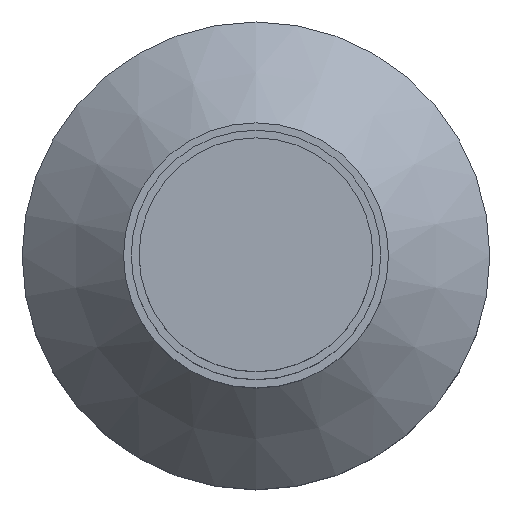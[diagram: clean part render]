
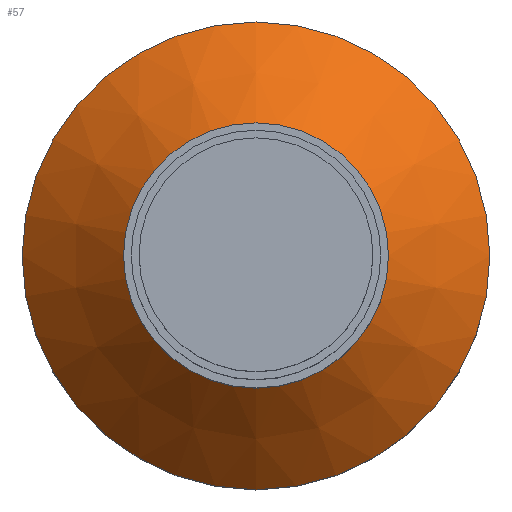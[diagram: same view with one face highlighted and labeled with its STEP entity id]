
A CAD part, top view. The second image highlights one B-rep face of the part: STEP entity #57.
In plain terms, the highlighted conical face has half-angle 45 degrees and reference radius 8.5 mm.
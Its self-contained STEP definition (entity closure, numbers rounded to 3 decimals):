
#44=CONICAL_SURFACE('',#229,8.5,45.);
#57=ADVANCED_FACE('',(#84,#85),#44,.T.);
#84=FACE_BOUND('',#114,.T.);
#85=FACE_BOUND('',#115,.T.);
#114=EDGE_LOOP('',(#146));
#115=EDGE_LOOP('',(#147));
#146=ORIENTED_EDGE('',*,*,#191,.F.);
#147=ORIENTED_EDGE('',*,*,#192,.T.);
#175=VERTEX_POINT('',#332);
#176=VERTEX_POINT('',#335);
#191=EDGE_CURVE('',#175,#175,#207,.T.);
#192=EDGE_CURVE('',#176,#176,#208,.T.);
#207=CIRCLE('',#226,8.5);
#208=CIRCLE('',#228,15.);
#226=AXIS2_PLACEMENT_3D('',#331,#266,#267);
#228=AXIS2_PLACEMENT_3D('',#334,#270,#271);
#229=AXIS2_PLACEMENT_3D('',#336,#272,#273);
#266=DIRECTION('',(0.,0.,1.));
#267=DIRECTION('',(0.,1.,0.));
#270=DIRECTION('',(0.,0.,1.));
#271=DIRECTION('',(0.,1.,0.));
#272=DIRECTION('',(0.,0.,-1.));
#273=DIRECTION('',(0.,-1.,0.));
#331=CARTESIAN_POINT('',(0.,0.,16.5));
#332=CARTESIAN_POINT('',(0.,8.5,16.5));
#334=CARTESIAN_POINT('',(0.,0.,10.));
#335=CARTESIAN_POINT('',(0.,15.,10.));
#336=CARTESIAN_POINT('',(0.,0.,16.5));
